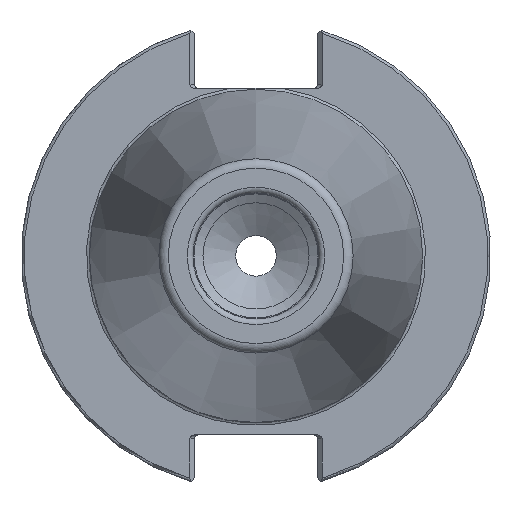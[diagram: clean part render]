
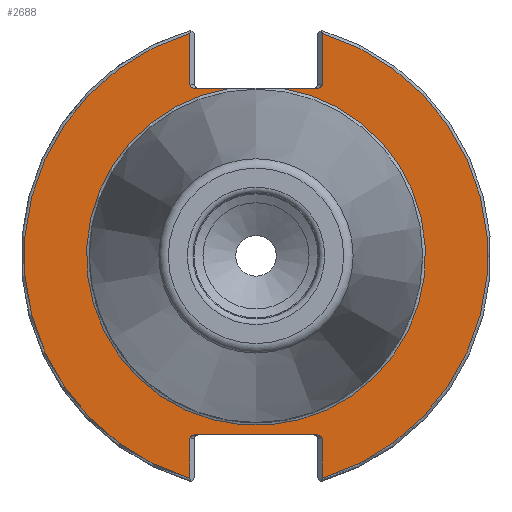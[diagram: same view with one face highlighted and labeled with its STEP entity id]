
A CAD part, left-side view. The second image highlights one B-rep face of the part: STEP entity #2688.
In plain terms, the highlighted planar face has unit normal (-1, 0, 0).
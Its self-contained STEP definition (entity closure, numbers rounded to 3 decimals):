
#4 = ORIENTED_EDGE ( 'NONE', *, *, #1119, .T. ) ;
#92 = CARTESIAN_POINT ( 'NONE',  ( 3.175, -13.85, -46.598 ) ) ;
#135 = VERTEX_POINT ( 'NONE', #1201 ) ;
#261 =( BOUNDED_CURVE ( )  B_SPLINE_CURVE ( 3, ( #1953, #725, #1359, #1392 ),
 .UNSPECIFIED., .F., .F. ) 
 B_SPLINE_CURVE_WITH_KNOTS ( ( 4, 4 ),
 ( 3.142, 4.712 ),
 .UNSPECIFIED. ) 
 CURVE ( )  GEOMETRIC_REPRESENTATION_ITEM ( )  RATIONAL_B_SPLINE_CURVE ( ( 1., 0.805, 0.805, 1. ) ) 
 REPRESENTATION_ITEM ( '' )  );
#269 = VERTEX_POINT ( 'NONE', #2482 ) ;
#308 = EDGE_CURVE ( 'NONE', #3892, #3441, #3103, .T. ) ;
#355 = LINE ( 'NONE', #2056, #1722 ) ;
#363 = VERTEX_POINT ( 'NONE', #768 ) ;
#424 = CARTESIAN_POINT ( 'NONE',  ( 3.175, -12.719, -37.5 ) ) ;
#454 = ORIENTED_EDGE ( 'NONE', *, *, #556, .F. ) ;
#456 = CARTESIAN_POINT ( 'NONE',  ( 3.175, 13.85, 35.431 ) ) ;
#556 = EDGE_CURVE ( 'NONE', #2679, #3441, #1795, .T. ) ;
#619 = VERTEX_POINT ( 'NONE', #3694 ) ;
#622 = EDGE_CURVE ( 'NONE', #363, #1068, #1269, .T. ) ;
#635 = VECTOR ( 'NONE', #2664, 1000. ) ;
#690 = CARTESIAN_POINT ( 'NONE',  ( 3.175, -13.85, 0. ) ) ;
#699 = VECTOR ( 'NONE', #1784, 1000. ) ;
#725 = CARTESIAN_POINT ( 'NONE',  ( 3.175, -13.85, 35.431 ) ) ;
#756 = CARTESIAN_POINT ( 'NONE',  ( 3.175, -13.85, -38.3 ) ) ;
#768 = CARTESIAN_POINT ( 'NONE',  ( 3.175, 5.479, 35.1 ) ) ;
#770 = CARTESIAN_POINT ( 'NONE',  ( 3.175, 13.85, -37.831 ) ) ;
#776 = CARTESIAN_POINT ( 'NONE',  ( 3.175, -13.85, -37.5 ) ) ;
#825 = CARTESIAN_POINT ( 'NONE',  ( 3.175, 13.381, -37.5 ) ) ;
#847 = LINE ( 'NONE', #1738, #699 ) ;
#971 = LINE ( 'NONE', #2055, #1703 ) ;
#985 = DIRECTION ( 'NONE',  ( -1., 0., 0. ) ) ;
#1028 = EDGE_CURVE ( 'NONE', #3958, #3892, #1190, .T. ) ;
#1064 = CARTESIAN_POINT ( 'NONE',  ( 3.175, 13.381, 35.1 ) ) ;
#1068 = VERTEX_POINT ( 'NONE', #1387 ) ;
#1081 = ORIENTED_EDGE ( 'NONE', *, *, #1459, .F. ) ;
#1119 = EDGE_CURVE ( 'NONE', #1458, #1068, #355, .T. ) ;
#1148 =( BOUNDED_CURVE ( )  B_SPLINE_CURVE ( 3, ( #3541, #770, #825, #2820 ),
 .UNSPECIFIED., .F., .F. ) 
 B_SPLINE_CURVE_WITH_KNOTS ( ( 4, 4 ),
 ( 3.142, 4.712 ),
 .UNSPECIFIED. ) 
 CURVE ( )  GEOMETRIC_REPRESENTATION_ITEM ( )  RATIONAL_B_SPLINE_CURVE ( ( 1., 0.805, 0.805, 1. ) ) 
 REPRESENTATION_ITEM ( '' )  );
#1190 = LINE ( 'NONE', #776, #1438 ) ;
#1200 = EDGE_CURVE ( 'NONE', #2362, #1868, #3284, .T. ) ;
#1201 = CARTESIAN_POINT ( 'NONE',  ( 3.175, -13.85, 46.598 ) ) ;
#1230 = DIRECTION ( 'NONE',  ( 0., 1., 0. ) ) ;
#1245 = ORIENTED_EDGE ( 'NONE', *, *, #1916, .F. ) ;
#1269 = CIRCLE ( 'NONE', #3244, 35.525 ) ;
#1296 = AXIS2_PLACEMENT_3D ( 'NONE', #3618, #985, #3006 ) ;
#1308 = PLANE ( 'NONE',  #1780 ) ;
#1356 = DIRECTION ( 'NONE',  ( -1., 0., 0. ) ) ;
#1359 = CARTESIAN_POINT ( 'NONE',  ( 3.175, -13.381, 35.1 ) ) ;
#1387 = CARTESIAN_POINT ( 'NONE',  ( 3.175, -5.479, 35.1 ) ) ;
#1392 = CARTESIAN_POINT ( 'NONE',  ( 3.175, -12.719, 35.1 ) ) ;
#1424 = ORIENTED_EDGE ( 'NONE', *, *, #3163, .T. ) ;
#1438 = VECTOR ( 'NONE', #2913, 1000. ) ;
#1458 = VERTEX_POINT ( 'NONE', #3289 ) ;
#1459 = EDGE_CURVE ( 'NONE', #2362, #269, #847, .T. ) ;
#1523 = ORIENTED_EDGE ( 'NONE', *, *, #2596, .T. ) ;
#1540 = CARTESIAN_POINT ( 'NONE',  ( 3.175, 12.719, 35.1 ) ) ;
#1578 = EDGE_LOOP ( 'NONE', ( #3427, #3238, #2533, #1652, #454, #1523, #1245, #2433, #4, #2700, #2122, #1424, #1081, #2043 ) ) ;
#1585 = AXIS2_PLACEMENT_3D ( 'NONE', #2621, #1356, #2272 ) ;
#1615 = VECTOR ( 'NONE', #2092, 1000. ) ;
#1638 = DIRECTION ( 'NONE',  ( 1., 0., 0. ) ) ;
#1652 = ORIENTED_EDGE ( 'NONE', *, *, #308, .T. ) ;
#1703 = VECTOR ( 'NONE', #1230, 1000. ) ;
#1722 = VECTOR ( 'NONE', #3841, 1000. ) ;
#1736 = CARTESIAN_POINT ( 'NONE',  ( 3.175, 13.85, 35.9 ) ) ;
#1738 = CARTESIAN_POINT ( 'NONE',  ( 3.175, 13.85, 0. ) ) ;
#1780 = AXIS2_PLACEMENT_3D ( 'NONE', #2566, #1638, #3142 ) ;
#1784 = DIRECTION ( 'NONE',  ( 0., 0., -1. ) ) ;
#1795 = LINE ( 'NONE', #1818, #1615 ) ;
#1818 = CARTESIAN_POINT ( 'NONE',  ( 3.175, -13.85, -49.212 ) ) ;
#1868 = VERTEX_POINT ( 'NONE', #2719 ) ;
#1874 = DIRECTION ( 'NONE',  ( -1., 0., 0. ) ) ;
#1901 = DIRECTION ( 'NONE',  ( 0., 0., 1. ) ) ;
#1916 = EDGE_CURVE ( 'NONE', #619, #135, #2744, .T. ) ;
#1939 = LINE ( 'NONE', #2097, #635 ) ;
#1953 = CARTESIAN_POINT ( 'NONE',  ( 3.175, -13.85, 35.9 ) ) ;
#2043 = ORIENTED_EDGE ( 'NONE', *, *, #1200, .T. ) ;
#2044 = EDGE_CURVE ( 'NONE', #619, #1458, #261, .T. ) ;
#2055 = CARTESIAN_POINT ( 'NONE',  ( 3.175, 35.525, 35.1 ) ) ;
#2056 = CARTESIAN_POINT ( 'NONE',  ( 3.175, 35.525, 35.1 ) ) ;
#2092 = DIRECTION ( 'NONE',  ( 0., 0., 1. ) ) ;
#2097 = CARTESIAN_POINT ( 'NONE',  ( 3.175, 13.85, -49.212 ) ) ;
#2122 = ORIENTED_EDGE ( 'NONE', *, *, #3820, .T. ) ;
#2272 = DIRECTION ( 'NONE',  ( 0., 0., 1. ) ) ;
#2362 = VERTEX_POINT ( 'NONE', #3370 ) ;
#2433 = ORIENTED_EDGE ( 'NONE', *, *, #2044, .T. ) ;
#2439 = DIRECTION ( 'NONE',  ( 0., 0., 1. ) ) ;
#2482 = CARTESIAN_POINT ( 'NONE',  ( 3.175, 13.85, 35.9 ) ) ;
#2533 = ORIENTED_EDGE ( 'NONE', *, *, #1028, .T. ) ;
#2566 = CARTESIAN_POINT ( 'NONE',  ( 3.175, 35.525, 0. ) ) ;
#2576 = CARTESIAN_POINT ( 'NONE',  ( 3.175, -13.85, -37.831 ) ) ;
#2596 = EDGE_CURVE ( 'NONE', #2679, #135, #3934, .T. ) ;
#2621 = CARTESIAN_POINT ( 'NONE',  ( 3.175, 0., 0. ) ) ;
#2664 = DIRECTION ( 'NONE',  ( 0., 0., 1. ) ) ;
#2679 = VERTEX_POINT ( 'NONE', #92 ) ;
#2686 = VERTEX_POINT ( 'NONE', #2829 ) ;
#2688 = ADVANCED_FACE ( 'NONE', ( #3270 ), #1308, .F. ) ;
#2700 = ORIENTED_EDGE ( 'NONE', *, *, #622, .F. ) ;
#2719 = CARTESIAN_POINT ( 'NONE',  ( 3.175, 13.85, -46.598 ) ) ;
#2744 = LINE ( 'NONE', #690, #3744 ) ;
#2820 = CARTESIAN_POINT ( 'NONE',  ( 3.175, 12.719, -37.5 ) ) ;
#2829 = CARTESIAN_POINT ( 'NONE',  ( 3.175, 13.85, -38.3 ) ) ;
#2869 = CARTESIAN_POINT ( 'NONE',  ( 3.175, 12.719, 35.1 ) ) ;
#2913 = DIRECTION ( 'NONE',  ( 0., -1., 0. ) ) ;
#2924 = EDGE_CURVE ( 'NONE', #1868, #2686, #1939, .T. ) ;
#3006 = DIRECTION ( 'NONE',  ( 0., 0., 1. ) ) ;
#3050 = VERTEX_POINT ( 'NONE', #1540 ) ;
#3103 =( BOUNDED_CURVE ( )  B_SPLINE_CURVE ( 3, ( #424, #3160, #2576, #3216 ),
 .UNSPECIFIED., .F., .F. ) 
 B_SPLINE_CURVE_WITH_KNOTS ( ( 4, 4 ),
 ( 4.712, 6.283 ),
 .UNSPECIFIED. ) 
 CURVE ( )  GEOMETRIC_REPRESENTATION_ITEM ( )  RATIONAL_B_SPLINE_CURVE ( ( 1., 0.805, 0.805, 1. ) ) 
 REPRESENTATION_ITEM ( '' )  );
#3142 = DIRECTION ( 'NONE',  ( 0., 0., -1. ) ) ;
#3160 = CARTESIAN_POINT ( 'NONE',  ( 3.175, -13.381, -37.5 ) ) ;
#3163 = EDGE_CURVE ( 'NONE', #3050, #269, #3454, .T. ) ;
#3216 = CARTESIAN_POINT ( 'NONE',  ( 3.175, -13.85, -38.3 ) ) ;
#3238 = ORIENTED_EDGE ( 'NONE', *, *, #3241, .T. ) ;
#3241 = EDGE_CURVE ( 'NONE', #2686, #3958, #1148, .T. ) ;
#3244 = AXIS2_PLACEMENT_3D ( 'NONE', #3411, #1874, #2439 ) ;
#3270 = FACE_OUTER_BOUND ( 'NONE', #1578, .T. ) ;
#3284 = CIRCLE ( 'NONE', #1296, 48.612 ) ;
#3289 = CARTESIAN_POINT ( 'NONE',  ( 3.175, -12.719, 35.1 ) ) ;
#3327 = CARTESIAN_POINT ( 'NONE',  ( 3.175, 12.719, -37.5 ) ) ;
#3370 = CARTESIAN_POINT ( 'NONE',  ( 3.175, 13.85, 46.598 ) ) ;
#3411 = CARTESIAN_POINT ( 'NONE',  ( 3.175, 0., 0. ) ) ;
#3427 = ORIENTED_EDGE ( 'NONE', *, *, #2924, .T. ) ;
#3441 = VERTEX_POINT ( 'NONE', #756 ) ;
#3454 =( BOUNDED_CURVE ( )  B_SPLINE_CURVE ( 3, ( #2869, #1064, #456, #1736 ),
 .UNSPECIFIED., .F., .F. ) 
 B_SPLINE_CURVE_WITH_KNOTS ( ( 4, 4 ),
 ( 4.712, 6.283 ),
 .UNSPECIFIED. ) 
 CURVE ( )  GEOMETRIC_REPRESENTATION_ITEM ( )  RATIONAL_B_SPLINE_CURVE ( ( 1., 0.805, 0.805, 1. ) ) 
 REPRESENTATION_ITEM ( '' )  );
#3541 = CARTESIAN_POINT ( 'NONE',  ( 3.175, 13.85, -38.3 ) ) ;
#3618 = CARTESIAN_POINT ( 'NONE',  ( 3.175, 0., 0. ) ) ;
#3694 = CARTESIAN_POINT ( 'NONE',  ( 3.175, -13.85, 35.9 ) ) ;
#3744 = VECTOR ( 'NONE', #1901, 1000. ) ;
#3820 = EDGE_CURVE ( 'NONE', #363, #3050, #971, .T. ) ;
#3841 = DIRECTION ( 'NONE',  ( 0., 1., 0. ) ) ;
#3892 = VERTEX_POINT ( 'NONE', #3915 ) ;
#3915 = CARTESIAN_POINT ( 'NONE',  ( 3.175, -12.719, -37.5 ) ) ;
#3934 = CIRCLE ( 'NONE', #1585, 48.612 ) ;
#3958 = VERTEX_POINT ( 'NONE', #3327 ) ;
